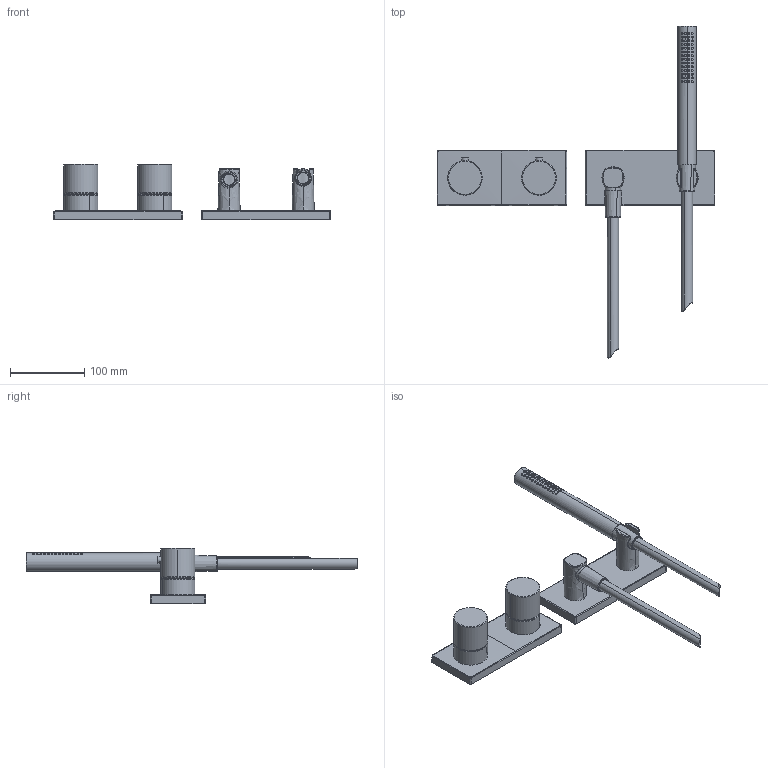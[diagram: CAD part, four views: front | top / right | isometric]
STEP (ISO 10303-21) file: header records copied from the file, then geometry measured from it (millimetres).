
FILE_DESCRIPTION (( 'STEP AP203' ), '1' );
FILE_NAME ('50449501.STEP', '2017-10-06T12:09:04', ( '' ), ( '' ), 'SwSTEP 2.0', 'SolidWorks 2016', '' );
FILE_SCHEMA (( 'CONFIG_CONTROL_DESIGN' ));
Length unit declared in the file: millimetre
Products named in the file (1): 50449501
Bounding box: 375 x 448.1 x 74.5 mm (x, y, z)
Surface area: 145060 mm2 (no closed solid volume)
Topology: 0 solids, 16 shells, 190 faces, 423 edges, 311 vertices
Faces by surface type: cylinder 96, bspline 37, plane 31, torus 22, cone 4
Entity records: 12771 total; most frequent: CARTESIAN_POINT 8874, ORIENTED_EDGE 807, DIRECTION 620, EDGE_CURVE 423, VERTEX_POINT 311, AXIS2_PLACEMENT_3D 274, EDGE_LOOP 253, B_SPLINE_CURVE_WITH_KNOTS 224
